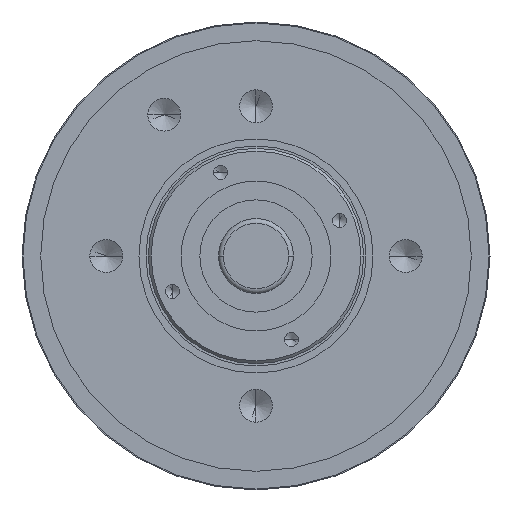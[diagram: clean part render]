
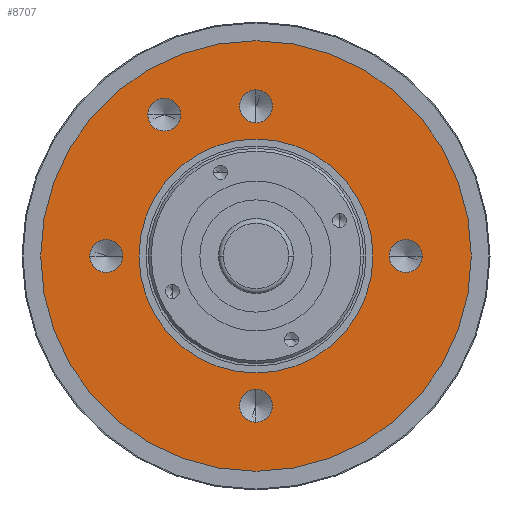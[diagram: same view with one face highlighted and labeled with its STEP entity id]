
A CAD part, left-side view. The second image highlights one B-rep face of the part: STEP entity #8707.
In plain terms, the highlighted planar face has unit normal (-1, 0, 0).
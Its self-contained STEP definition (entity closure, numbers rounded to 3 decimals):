
#2514=CARTESIAN_POINT('',(0.,0.,0.));
#2515=DIRECTION('',(1.,0.,0.));
#2516=DIRECTION('',(0.,1.,0.));
#2517=AXIS2_PLACEMENT_3D('',#2514,#2515,#2516);
#2522=CARTESIAN_POINT('',(0.,0.,0.));
#2523=DIRECTION('',(-1.,0.,0.));
#2524=DIRECTION('',(0.,1.,0.));
#2525=AXIS2_PLACEMENT_3D('',#2522,#2523,#2524);
#2530=CARTESIAN_POINT('',(0.,16.,0.));
#2531=DIRECTION('',(-1.,0.,0.));
#2532=DIRECTION('',(0.,1.,0.));
#2533=AXIS2_PLACEMENT_3D('',#2530,#2531,#2532);
#2538=CARTESIAN_POINT('',(0.,16.,0.));
#2539=DIRECTION('',(-1.,0.,0.));
#2540=DIRECTION('',(0.,-1.,0.));
#2541=AXIS2_PLACEMENT_3D('',#2538,#2539,#2540);
#2546=CARTESIAN_POINT('',(0.,0.,16.));
#2547=DIRECTION('',(-1.,0.,0.));
#2548=DIRECTION('',(0.,0.,1.));
#2549=AXIS2_PLACEMENT_3D('',#2546,#2547,#2548);
#2554=CARTESIAN_POINT('',(0.,0.,16.));
#2555=DIRECTION('',(-1.,0.,0.));
#2556=DIRECTION('',(0.,0.,-1.));
#2557=AXIS2_PLACEMENT_3D('',#2554,#2555,#2556);
#2562=CARTESIAN_POINT('',(0.,-16.,0.));
#2563=DIRECTION('',(-1.,0.,0.));
#2564=DIRECTION('',(0.,-1.,0.));
#2565=AXIS2_PLACEMENT_3D('',#2562,#2563,#2564);
#2570=CARTESIAN_POINT('',(0.,-16.,0.));
#2571=DIRECTION('',(-1.,0.,0.));
#2572=DIRECTION('',(0.,1.,0.));
#2573=AXIS2_PLACEMENT_3D('',#2570,#2571,#2572);
#2578=CARTESIAN_POINT('',(0.,0.,-16.));
#2579=DIRECTION('',(-1.,0.,0.));
#2580=DIRECTION('',(0.,0.,-1.));
#2581=AXIS2_PLACEMENT_3D('',#2578,#2579,#2580);
#2586=CARTESIAN_POINT('',(0.,0.,-16.));
#2587=DIRECTION('',(-1.,0.,0.));
#2588=DIRECTION('',(0.,0.,1.));
#2589=AXIS2_PLACEMENT_3D('',#2586,#2587,#2588);
#2594=CARTESIAN_POINT('',(0.,9.804,15.096));
#2595=DIRECTION('',(-1.,0.,0.));
#2596=DIRECTION('',(0.,1.,0.));
#2597=AXIS2_PLACEMENT_3D('',#2594,#2595,#2596);
#2602=CARTESIAN_POINT('',(0.,9.804,15.096));
#2603=DIRECTION('',(-1.,0.,0.));
#2604=DIRECTION('',(0.,-1.,0.));
#2605=AXIS2_PLACEMENT_3D('',#2602,#2603,#2604);
#2624=CARTESIAN_POINT('',(0.,0.,0.));
#2625=DIRECTION('',(-1.,0.,0.));
#2626=DIRECTION('',(0.,1.,0.));
#2627=AXIS2_PLACEMENT_3D('',#2624,#2625,#2626);
#2632=CARTESIAN_POINT('',(0.,0.,0.));
#2633=DIRECTION('',(1.,0.,0.));
#2634=DIRECTION('',(0.,1.,0.));
#2635=AXIS2_PLACEMENT_3D('',#2632,#2633,#2634);
#5102=CARTESIAN_POINT('',(0.,17.75,0.));
#5103=CARTESIAN_POINT('',(0.,14.25,0.));
#5104=VERTEX_POINT('',#5102);
#5105=VERTEX_POINT('',#5103);
#5112=CARTESIAN_POINT('',(0.,0.,17.75));
#5113=CARTESIAN_POINT('',(0.,0.,14.25));
#5114=VERTEX_POINT('',#5112);
#5115=VERTEX_POINT('',#5113);
#5122=CARTESIAN_POINT('',(0.,-17.75,0.));
#5123=CARTESIAN_POINT('',(0.,-14.25,0.));
#5124=VERTEX_POINT('',#5122);
#5125=VERTEX_POINT('',#5123);
#5132=CARTESIAN_POINT('',(0.,0.,-17.75));
#5133=CARTESIAN_POINT('',(0.,0.,-14.25));
#5134=VERTEX_POINT('',#5132);
#5135=VERTEX_POINT('',#5133);
#5174=CARTESIAN_POINT('',(0.,11.554,15.096));
#5175=CARTESIAN_POINT('',(0.,8.054,15.096));
#5176=VERTEX_POINT('',#5174);
#5177=VERTEX_POINT('',#5175);
#5323=CARTESIAN_POINT('',(0.,23.,0.));
#5325=VERTEX_POINT('',#5323);
#5327=CARTESIAN_POINT('',(0.,-23.,0.));
#5329=VERTEX_POINT('',#5327);
#5346=CARTESIAN_POINT('',(0.,12.5,0.));
#5348=VERTEX_POINT('',#5346);
#5350=CARTESIAN_POINT('',(0.,-12.5,0.));
#5352=VERTEX_POINT('',#5350);
#8662=CARTESIAN_POINT('',(0.,0.,0.));
#8663=DIRECTION('',(1.,0.,0.));
#8664=DIRECTION('',(0.,-1.,0.));
#8665=AXIS2_PLACEMENT_3D('',#8662,#8663,#8664);
#8666=PLANE('',#8665);
#8667=ORIENTED_EDGE('',*,*,#8657,.T.);
#8668=ORIENTED_EDGE('',*,*,#8641,.F.);
#8669=EDGE_LOOP('',(#8667,#8668));
#8670=FACE_OUTER_BOUND('',#8669,.F.);
#8672=ORIENTED_EDGE('',*,*,#8671,.T.);
#8674=ORIENTED_EDGE('',*,*,#8673,.F.);
#8675=EDGE_LOOP('',(#8672,#8674));
#8676=FACE_BOUND('',#8675,.F.);
#8678=ORIENTED_EDGE('',*,*,#8677,.T.);
#8680=ORIENTED_EDGE('',*,*,#8679,.T.);
#8681=EDGE_LOOP('',(#8678,#8680));
#8682=FACE_BOUND('',#8681,.F.);
#8684=ORIENTED_EDGE('',*,*,#8683,.T.);
#8686=ORIENTED_EDGE('',*,*,#8685,.T.);
#8687=EDGE_LOOP('',(#8684,#8686));
#8688=FACE_BOUND('',#8687,.F.);
#8690=ORIENTED_EDGE('',*,*,#8689,.T.);
#8692=ORIENTED_EDGE('',*,*,#8691,.T.);
#8693=EDGE_LOOP('',(#8690,#8692));
#8694=FACE_BOUND('',#8693,.F.);
#8696=ORIENTED_EDGE('',*,*,#8695,.T.);
#8698=ORIENTED_EDGE('',*,*,#8697,.T.);
#8699=EDGE_LOOP('',(#8696,#8698));
#8700=FACE_BOUND('',#8699,.F.);
#8702=ORIENTED_EDGE('',*,*,#8701,.T.);
#8704=ORIENTED_EDGE('',*,*,#8703,.T.);
#8705=EDGE_LOOP('',(#8702,#8704));
#8706=FACE_BOUND('',#8705,.F.);
#8707=ADVANCED_FACE('',(#8670,#8676,#8682,#8688,#8694,#8700,#8706),#8666,.F.);
#2518=CIRCLE('',#2517,23.);
#2526=CIRCLE('',#2525,23.);
#2534=CIRCLE('',#2533,1.75);
#2542=CIRCLE('',#2541,1.75);
#2550=CIRCLE('',#2549,1.75);
#2558=CIRCLE('',#2557,1.75);
#2566=CIRCLE('',#2565,1.75);
#2574=CIRCLE('',#2573,1.75);
#2582=CIRCLE('',#2581,1.75);
#2590=CIRCLE('',#2589,1.75);
#2598=CIRCLE('',#2597,1.75);
#2606=CIRCLE('',#2605,1.75);
#2628=CIRCLE('',#2627,12.5);
#2636=CIRCLE('',#2635,12.5);
#8641=EDGE_CURVE('',#5325,#5329,#2526,.T.);
#8657=EDGE_CURVE('',#5325,#5329,#2518,.T.);
#8671=EDGE_CURVE('',#5348,#5352,#2628,.T.);
#8673=EDGE_CURVE('',#5348,#5352,#2636,.T.);
#8677=EDGE_CURVE('',#5104,#5105,#2534,.T.);
#8679=EDGE_CURVE('',#5105,#5104,#2542,.T.);
#8683=EDGE_CURVE('',#5114,#5115,#2550,.T.);
#8685=EDGE_CURVE('',#5115,#5114,#2558,.T.);
#8689=EDGE_CURVE('',#5124,#5125,#2566,.T.);
#8691=EDGE_CURVE('',#5125,#5124,#2574,.T.);
#8695=EDGE_CURVE('',#5134,#5135,#2582,.T.);
#8697=EDGE_CURVE('',#5135,#5134,#2590,.T.);
#8701=EDGE_CURVE('',#5176,#5177,#2598,.T.);
#8703=EDGE_CURVE('',#5177,#5176,#2606,.T.);
